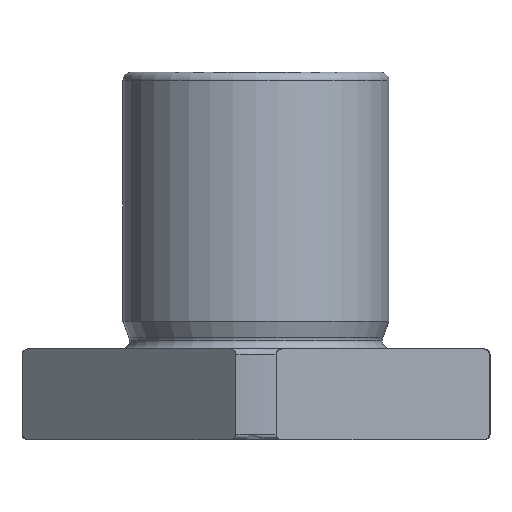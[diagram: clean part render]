
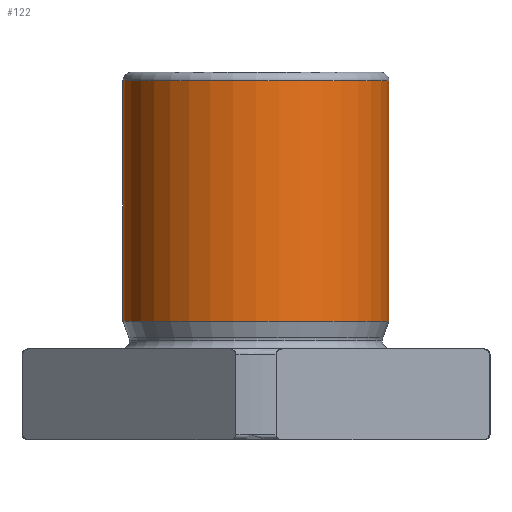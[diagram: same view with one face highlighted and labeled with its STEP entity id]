
A CAD part, front view. The second image highlights one B-rep face of the part: STEP entity #122.
In plain terms, the highlighted cylindrical face has radius 12.995 mm (diameter 25.989 mm), a partial arc.
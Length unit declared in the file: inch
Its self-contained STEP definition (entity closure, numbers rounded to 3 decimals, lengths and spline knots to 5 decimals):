
#70 = DIRECTION ( 'NONE',  ( 1., 0., 0. ) ) ;
#79 = VECTOR ( 'NONE', #2070, 39.37008 ) ;
#113 = DIRECTION ( 'NONE',  ( 1., 0., 0. ) ) ;
#122 = ADVANCED_FACE ( 'NONE', ( #1270 ), #2793, .T. ) ;
#238 = ORIENTED_EDGE ( 'NONE', *, *, #2916, .F. ) ;
#276 = CARTESIAN_POINT ( 'NONE',  ( 0., 0., 0.45533 ) ) ;
#464 = LINE ( 'NONE', #2290, #79 ) ;
#545 = CARTESIAN_POINT ( 'NONE',  ( 0., 0., 1.4134 ) ) ;
#607 = CARTESIAN_POINT ( 'NONE',  ( -0.5116, 0., 1.3814 ) ) ;
#699 = DIRECTION ( 'NONE',  ( 1., 0., 0. ) ) ;
#764 = VERTEX_POINT ( 'NONE', #1281 ) ;
#943 = DIRECTION ( 'NONE',  ( 0., 0., 1. ) ) ;
#1039 = DIRECTION ( 'NONE',  ( 0., 0., 1. ) ) ;
#1170 = EDGE_CURVE ( 'NONE', #1326, #764, #1591, .T. ) ;
#1270 = FACE_OUTER_BOUND ( 'NONE', #1573, .T. ) ;
#1281 = CARTESIAN_POINT ( 'NONE',  ( 0.5116, 0., 0.45533 ) ) ;
#1293 = ORIENTED_EDGE ( 'NONE', *, *, #1170, .T. ) ;
#1326 = VERTEX_POINT ( 'NONE', #2871 ) ;
#1573 = EDGE_LOOP ( 'NONE', ( #238, #1293, #2397, #2554 ) ) ;
#1591 = CIRCLE ( 'NONE', #2224, 0.5116 ) ;
#1612 = AXIS2_PLACEMENT_3D ( 'NONE', #2414, #2659, #113 ) ;
#1698 = CARTESIAN_POINT ( 'NONE',  ( 0.5116, 0., 1.4134 ) ) ;
#1951 = DIRECTION ( 'NONE',  ( 0., 0., 1. ) ) ;
#2070 = DIRECTION ( 'NONE',  ( 0., 0., 1. ) ) ;
#2079 = CARTESIAN_POINT ( 'NONE',  ( 0.5116, 0., 1.3814 ) ) ;
#2082 = VECTOR ( 'NONE', #1951, 39.37008 ) ;
#2224 = AXIS2_PLACEMENT_3D ( 'NONE', #276, #943, #699 ) ;
#2290 = CARTESIAN_POINT ( 'NONE',  ( -0.5116, 0., 1.4134 ) ) ;
#2397 = ORIENTED_EDGE ( 'NONE', *, *, #3245, .T. ) ;
#2414 = CARTESIAN_POINT ( 'NONE',  ( 0., 0., 1.3814 ) ) ;
#2415 = CIRCLE ( 'NONE', #1612, 0.5116 ) ;
#2444 = VERTEX_POINT ( 'NONE', #2079 ) ;
#2495 = VERTEX_POINT ( 'NONE', #607 ) ;
#2554 = ORIENTED_EDGE ( 'NONE', *, *, #2827, .F. ) ;
#2611 = AXIS2_PLACEMENT_3D ( 'NONE', #545, #1039, #70 ) ;
#2659 = DIRECTION ( 'NONE',  ( 0., 0., 1. ) ) ;
#2694 = LINE ( 'NONE', #1698, #2082 ) ;
#2793 = CYLINDRICAL_SURFACE ( 'NONE', #2611, 0.5116 ) ;
#2827 = EDGE_CURVE ( 'NONE', #2495, #2444, #2415, .T. ) ;
#2871 = CARTESIAN_POINT ( 'NONE',  ( -0.5116, 0., 0.45533 ) ) ;
#2916 = EDGE_CURVE ( 'NONE', #1326, #2495, #464, .T. ) ;
#3245 = EDGE_CURVE ( 'NONE', #764, #2444, #2694, .T. ) ;
